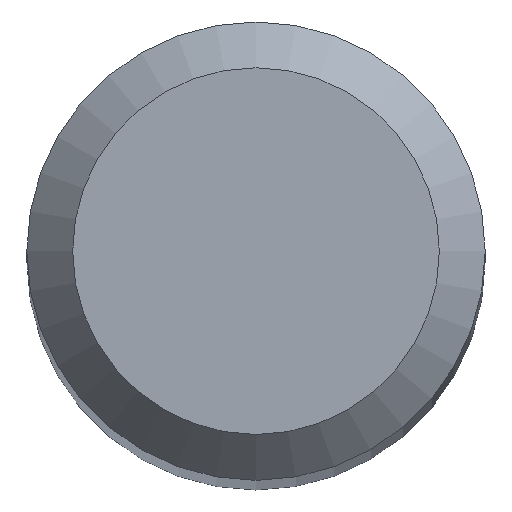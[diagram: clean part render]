
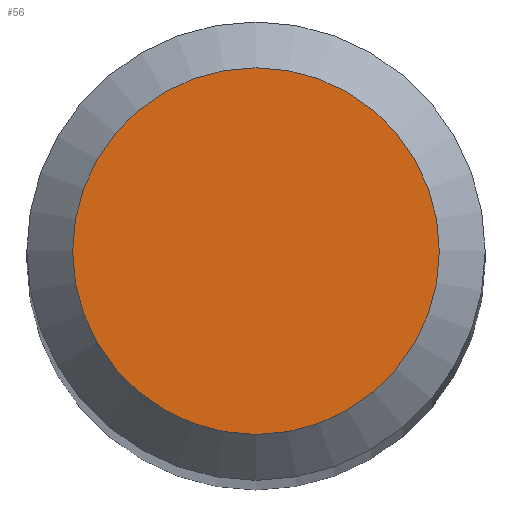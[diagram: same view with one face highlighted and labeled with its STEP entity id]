
A CAD part, top view. The second image highlights one B-rep face of the part: STEP entity #56.
In plain terms, the highlighted planar face has unit normal (0, 0, 1).
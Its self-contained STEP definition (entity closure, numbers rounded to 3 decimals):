
#12 = VERTEX_POINT ( 'NONE', #14 ) ;
#14 = CARTESIAN_POINT ( 'NONE',  ( 0., 0.6, 30. ) ) ;
#29 = DIRECTION ( 'NONE',  ( 0., 1., 0. ) ) ;
#53 = AXIS2_PLACEMENT_3D ( 'NONE', #117, #199, #217 ) ;
#56 = ADVANCED_FACE ( 'NONE', ( #96 ), #118, .F. ) ;
#74 = AXIS2_PLACEMENT_3D ( 'NONE', #184, #132, #29 ) ;
#95 = EDGE_LOOP ( 'NONE', ( #211 ) ) ;
#96 = FACE_OUTER_BOUND ( 'NONE', #95, .T. ) ;
#117 = CARTESIAN_POINT ( 'NONE',  ( 0., 0., 30. ) ) ;
#118 = PLANE ( 'NONE',  #53 ) ;
#124 = EDGE_CURVE ( 'NONE', #12, #12, #193, .T. ) ;
#132 = DIRECTION ( 'NONE',  ( 0., 0., -1. ) ) ;
#184 = CARTESIAN_POINT ( 'NONE',  ( 0., 0., 30. ) ) ;
#193 = CIRCLE ( 'NONE', #74, 0.6 ) ;
#199 = DIRECTION ( 'NONE',  ( 0., 0., -1. ) ) ;
#211 = ORIENTED_EDGE ( 'NONE', *, *, #124, .F. ) ;
#217 = DIRECTION ( 'NONE',  ( 0., 1., 0. ) ) ;
